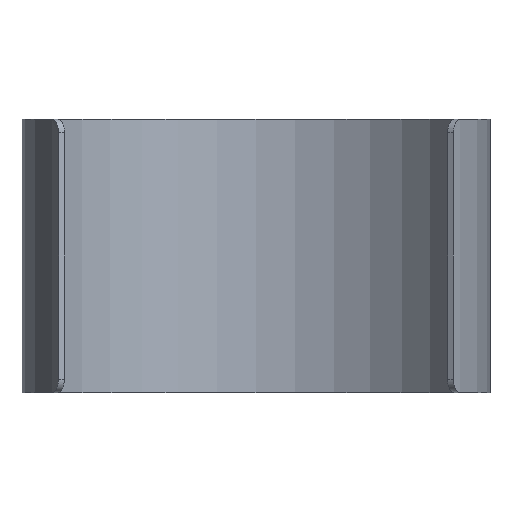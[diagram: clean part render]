
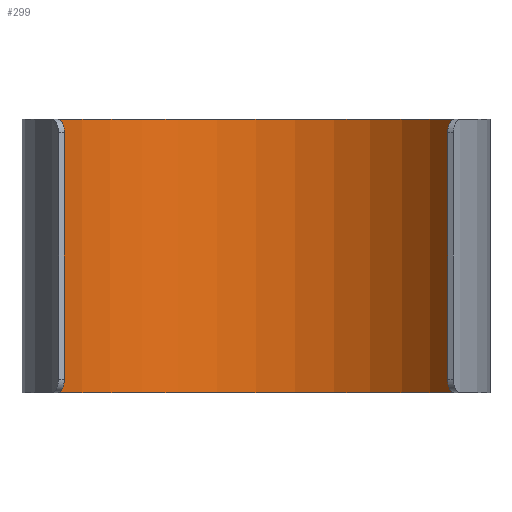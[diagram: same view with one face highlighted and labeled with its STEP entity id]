
A CAD part, front view. The second image highlights one B-rep face of the part: STEP entity #299.
In plain terms, the highlighted cylindrical face has radius 16.6 mm (diameter 33.2 mm), a partial arc.
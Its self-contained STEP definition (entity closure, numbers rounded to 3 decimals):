
#155 = LINE ( 'NONE', #4081, #8886 ) ;
#299 = ADVANCED_FACE ( 'NONE', ( #5527 ), #12128, .F. ) ;
#461 = CARTESIAN_POINT ( 'NONE',  ( 16.6, 0., -10. ) ) ;
#964 = DIRECTION ( 'NONE',  ( -1., 0., 0. ) ) ;
#1283 = LINE ( 'NONE', #4229, #2726 ) ;
#1493 = EDGE_CURVE ( 'NONE', #6362, #5976, #1283, .T. ) ;
#1655 = EDGE_CURVE ( 'NONE', #5976, #4506, #8873, .T. ) ;
#2335 = CIRCLE ( 'NONE', #3721, 16.6 ) ;
#2635 = VERTEX_POINT ( 'NONE', #4507 ) ;
#2726 = VECTOR ( 'NONE', #11832, 1000. ) ;
#2949 = EDGE_CURVE ( 'NONE', #6362, #2635, #2335, .T. ) ;
#3721 = AXIS2_PLACEMENT_3D ( 'NONE', #4620, #8444, #10173 ) ;
#3999 = ORIENTED_EDGE ( 'NONE', *, *, #7643, .F. ) ;
#4081 = CARTESIAN_POINT ( 'NONE',  ( 16.6, 0., 10. ) ) ;
#4133 = DIRECTION ( 'NONE',  ( 0., 0., -1. ) ) ;
#4229 = CARTESIAN_POINT ( 'NONE',  ( -16.6, 0., 10. ) ) ;
#4329 = AXIS2_PLACEMENT_3D ( 'NONE', #5593, #7553, #964 ) ;
#4506 = VERTEX_POINT ( 'NONE', #461 ) ;
#4507 = CARTESIAN_POINT ( 'NONE',  ( 16.6, 0., 10. ) ) ;
#4608 = ORIENTED_EDGE ( 'NONE', *, *, #1655, .T. ) ;
#4620 = CARTESIAN_POINT ( 'NONE',  ( 0., 0., 10. ) ) ;
#4809 = ORIENTED_EDGE ( 'NONE', *, *, #2949, .F. ) ;
#4937 = DIRECTION ( 'NONE',  ( -1., 0., 0. ) ) ;
#4949 = DIRECTION ( 'NONE',  ( 0., 0., -1. ) ) ;
#5527 = FACE_OUTER_BOUND ( 'NONE', #11379, .T. ) ;
#5564 = CARTESIAN_POINT ( 'NONE',  ( -16.6, 0., 10. ) ) ;
#5593 = CARTESIAN_POINT ( 'NONE',  ( 0., 0., 10. ) ) ;
#5976 = VERTEX_POINT ( 'NONE', #10061 ) ;
#6362 = VERTEX_POINT ( 'NONE', #5564 ) ;
#7102 = AXIS2_PLACEMENT_3D ( 'NONE', #7653, #4133, #4937 ) ;
#7553 = DIRECTION ( 'NONE',  ( 0., 0., -1. ) ) ;
#7643 = EDGE_CURVE ( 'NONE', #2635, #4506, #155, .T. ) ;
#7653 = CARTESIAN_POINT ( 'NONE',  ( 0., 0., -10. ) ) ;
#8444 = DIRECTION ( 'NONE',  ( 0., 0., -1. ) ) ;
#8873 = CIRCLE ( 'NONE', #7102, 16.6 ) ;
#8886 = VECTOR ( 'NONE', #4949, 1000. ) ;
#9650 = ORIENTED_EDGE ( 'NONE', *, *, #1493, .T. ) ;
#10061 = CARTESIAN_POINT ( 'NONE',  ( -16.6, 0., -10. ) ) ;
#10173 = DIRECTION ( 'NONE',  ( -1., 0., 0. ) ) ;
#11379 = EDGE_LOOP ( 'NONE', ( #3999, #4809, #9650, #4608 ) ) ;
#11832 = DIRECTION ( 'NONE',  ( 0., 0., -1. ) ) ;
#12128 = CYLINDRICAL_SURFACE ( 'NONE', #4329, 16.6 ) ;
